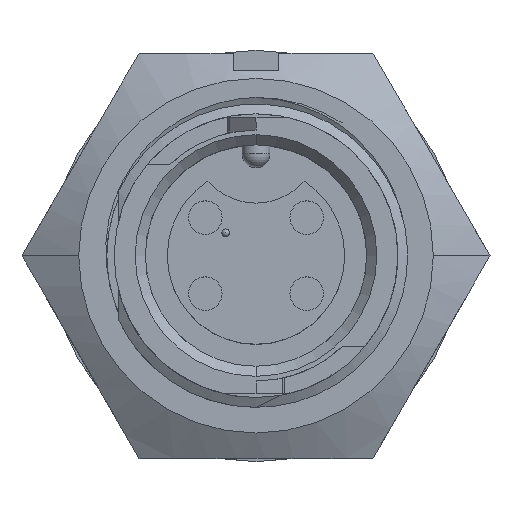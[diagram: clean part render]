
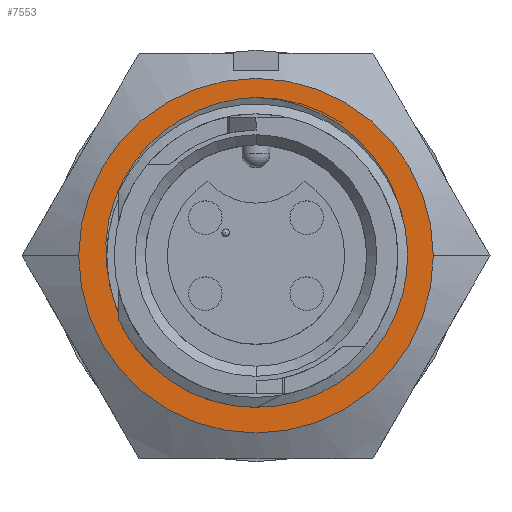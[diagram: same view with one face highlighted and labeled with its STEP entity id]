
A CAD part, top view. The second image highlights one B-rep face of the part: STEP entity #7553.
In plain terms, the highlighted planar face has unit normal (0, 0, 1).
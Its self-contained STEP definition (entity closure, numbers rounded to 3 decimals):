
#208 = ORIENTED_EDGE ( 'NONE', *, *, #1743, .F. ) ;
#373 = AXIS2_PLACEMENT_3D ( 'NONE', #9461, #2623, #1712 ) ;
#411 = AXIS2_PLACEMENT_3D ( 'NONE', #7941, #7864, #2250 ) ;
#476 = CARTESIAN_POINT ( 'NONE',  ( 2.774, 7.36, -6.216 ) ) ;
#482 = CARTESIAN_POINT ( 'NONE',  ( -2.248, 7.557, -6.216 ) ) ;
#553 = CARTESIAN_POINT ( 'NONE',  ( 1.136, 7.824, -6.216 ) ) ;
#626 = CARTESIAN_POINT ( 'NONE',  ( 0.286, 7.929, -6.216 ) ) ;
#1688 = CARTESIAN_POINT ( 'NONE',  ( -7.45, -0.91, -6.216 ) ) ;
#1712 = DIRECTION ( 'NONE',  ( -1., 0., 0. ) ) ;
#1743 = EDGE_CURVE ( 'NONE', #4579, #3788, #4481, .T. ) ;
#1836 = CARTESIAN_POINT ( 'NONE',  ( -7.334, -1.47, -6.216 ) ) ;
#2201 = EDGE_CURVE ( 'NONE', #6344, #2734, #13274, .T. ) ;
#2250 = DIRECTION ( 'NONE',  ( -1., 0., 0. ) ) ;
#2623 = DIRECTION ( 'NONE',  ( 0., 0., -1. ) ) ;
#2734 = VERTEX_POINT ( 'NONE', #6592 ) ;
#2815 = CARTESIAN_POINT ( 'NONE',  ( 7.047, 2.994, -6.216 ) ) ;
#2958 = CARTESIAN_POINT ( 'NONE',  ( 4.269, 6.536, -6.216 ) ) ;
#3041 = CARTESIAN_POINT ( 'NONE',  ( -6.251, 4.521, -6.216 ) ) ;
#3360 = DIRECTION ( 'NONE',  ( 0., 0., -1. ) ) ;
#3665 = FACE_BOUND ( 'NONE', #7876, .T. ) ;
#3717 = ORIENTED_EDGE ( 'NONE', *, *, #12826, .T. ) ;
#3788 = VERTEX_POINT ( 'NONE', #13717 ) ;
#3927 = CARTESIAN_POINT ( 'NONE',  ( -1.142, 7.839, -6.216 ) ) ;
#4481 = CIRCLE ( 'NONE', #411, 8.89 ) ;
#4579 = VERTEX_POINT ( 'NONE', #11243 ) ;
#4691 = ORIENTED_EDGE ( 'NONE', *, *, #14443, .F. ) ;
#4706 = CARTESIAN_POINT ( 'NONE',  ( 0., 0., -6.216 ) ) ;
#4848 = VERTEX_POINT ( 'NONE', #5027 ) ;
#5027 = CARTESIAN_POINT ( 'NONE',  ( -7.334, -1.47, -6.216 ) ) ;
#5047 = CARTESIAN_POINT ( 'NONE',  ( 0., 7.938, -6.216 ) ) ;
#5344 = CARTESIAN_POINT ( 'NONE',  ( 7.334, -1.47, -6.216 ) ) ;
#5602 = DIRECTION ( 'NONE',  ( 1., 0., 0. ) ) ;
#6031 = AXIS2_PLACEMENT_3D ( 'NONE', #8692, #7854, #5602 ) ;
#6185 = CARTESIAN_POINT ( 'NONE',  ( -7.517, -0.343, -6.216 ) ) ;
#6251 = CIRCLE ( 'NONE', #6731, 8.89 ) ;
#6301 = CARTESIAN_POINT ( 'NONE',  ( 0., 7.938, -6.216 ) ) ;
#6337 = CARTESIAN_POINT ( 'NONE',  ( -7.225, 2.475, -6.216 ) ) ;
#6344 = VERTEX_POINT ( 'NONE', #6301 ) ;
#6406 = CARTESIAN_POINT ( 'NONE',  ( 7.466, -0.913, -6.216 ) ) ;
#6412 = CARTESIAN_POINT ( 'NONE',  ( -7.534, -0.057, -6.216 ) ) ;
#6482 = CARTESIAN_POINT ( 'NONE',  ( 6.255, 4.516, -6.216 ) ) ;
#6485 = CARTESIAN_POINT ( 'NONE',  ( -2.787, 7.354, -6.216 ) ) ;
#6592 = CARTESIAN_POINT ( 'NONE',  ( 7.334, -1.47, -6.216 ) ) ;
#6731 = AXIS2_PLACEMENT_3D ( 'NONE', #4706, #3360, #9294 ) ;
#7529 = CARTESIAN_POINT ( 'NONE',  ( 7.475, 1.355, -6.216 ) ) ;
#7553 = ADVANCED_FACE ( 'NONE', ( #3665, #12875 ), #13097, .F. ) ;
#7613 = CARTESIAN_POINT ( 'NONE',  ( -5.552, 5.41, -6.216 ) ) ;
#7854 = DIRECTION ( 'NONE',  ( 0., 0., 1. ) ) ;
#7864 = DIRECTION ( 'NONE',  ( 0., 0., -1. ) ) ;
#7876 = EDGE_LOOP ( 'NONE', ( #3717, #14675, #4691 ) ) ;
#7941 = CARTESIAN_POINT ( 'NONE',  ( 0., 0., -6.216 ) ) ;
#8692 = CARTESIAN_POINT ( 'NONE',  ( 0., 0., -6.216 ) ) ;
#8741 = CARTESIAN_POINT ( 'NONE',  ( -7.475, 1.358, -6.216 ) ) ;
#8811 = CARTESIAN_POINT ( 'NONE',  ( 1.417, 7.769, -6.216 ) ) ;
#8817 = CARTESIAN_POINT ( 'NONE',  ( -7.536, 0.794, -6.216 ) ) ;
#9190 = B_SPLINE_CURVE_WITH_KNOTS ( 'NONE', 3,
 ( #1836, #13378, #1688, #6185, #6412, #8817, #8741, #6337, #12163, #9882, #3041, #7613, #12238, #14344, #10797, #6485, #482, #3927, #14571, #13444 ),
 .UNSPECIFIED., .F., .F.,
 ( 4, 2, 2, 2, 2, 2, 2, 2, 2, 4 ),
 ( 0., 0.001, 0.002, 0.003, 0.005, 0.007, 0.009, 0.01, 0.012, 0.014 ),
 .UNSPECIFIED. ) ;
#9294 = DIRECTION ( 'NONE',  ( -1., 0., 0. ) ) ;
#9461 = CARTESIAN_POINT ( 'NONE',  ( -5.866, -10.16, -6.216 ) ) ;
#9718 = CARTESIAN_POINT ( 'NONE',  ( 5.55, 5.413, -6.216 ) ) ;
#9794 = CARTESIAN_POINT ( 'NONE',  ( 2.242, 7.558, -6.216 ) ) ;
#9882 = CARTESIAN_POINT ( 'NONE',  ( -6.555, 4.03, -6.216 ) ) ;
#10797 = CARTESIAN_POINT ( 'NONE',  ( -3.795, 6.844, -6.216 ) ) ;
#10842 = EDGE_LOOP ( 'NONE', ( #208, #12527 ) ) ;
#10871 = CARTESIAN_POINT ( 'NONE',  ( 0.57, 7.904, -6.216 ) ) ;
#11243 = CARTESIAN_POINT ( 'NONE',  ( -8.89, 0., -6.216 ) ) ;
#12159 = CARTESIAN_POINT ( 'NONE',  ( 7.537, 0.781, -6.216 ) ) ;
#12163 = CARTESIAN_POINT ( 'NONE',  ( -7.04, 3.009, -6.216 ) ) ;
#12233 = CARTESIAN_POINT ( 'NONE',  ( 5.145, 5.822, -6.216 ) ) ;
#12238 = CARTESIAN_POINT ( 'NONE',  ( -5.156, 5.813, -6.216 ) ) ;
#12307 = CARTESIAN_POINT ( 'NONE',  ( 7.23, 2.457, -6.216 ) ) ;
#12527 = ORIENTED_EDGE ( 'NONE', *, *, #14568, .F. ) ;
#12826 = EDGE_CURVE ( 'NONE', #4848, #6344, #9190, .T. ) ;
#12875 = FACE_OUTER_BOUND ( 'NONE', #10842, .T. ) ;
#13097 = PLANE ( 'NONE',  #373 ) ;
#13274 = B_SPLINE_CURVE_WITH_KNOTS ( 'NONE', 3,
 ( #5047, #626, #10871, #553, #8811, #9794, #476, #13299, #2958, #12233, #9718, #6482, #14494, #2815, #12307, #7529, #12159, #14264, #6406, #5344 ),
 .UNSPECIFIED., .F., .F.,
 ( 4, 2, 2, 2, 2, 2, 2, 2, 2, 4 ),
 ( 0., 0.001, 0.002, 0.003, 0.005, 0.007, 0.009, 0.01, 0.012, 0.014 ),
 .UNSPECIFIED. ) ;
#13299 = CARTESIAN_POINT ( 'NONE',  ( 3.795, 6.845, -6.216 ) ) ;
#13378 = CARTESIAN_POINT ( 'NONE',  ( -7.4, -1.192, -6.216 ) ) ;
#13444 = CARTESIAN_POINT ( 'NONE',  ( 0., 7.938, -6.216 ) ) ;
#13717 = CARTESIAN_POINT ( 'NONE',  ( 8.89, 0., -6.216 ) ) ;
#14264 = CARTESIAN_POINT ( 'NONE',  ( 7.532, -0.351, -6.216 ) ) ;
#14344 = CARTESIAN_POINT ( 'NONE',  ( -4.27, 6.536, -6.216 ) ) ;
#14443 = EDGE_CURVE ( 'NONE', #4848, #2734, #14488, .T. ) ;
#14488 = CIRCLE ( 'NONE', #6031, 7.48 ) ;
#14494 = CARTESIAN_POINT ( 'NONE',  ( 6.557, 4.028, -6.216 ) ) ;
#14568 = EDGE_CURVE ( 'NONE', #3788, #4579, #6251, .T. ) ;
#14571 = CARTESIAN_POINT ( 'NONE',  ( -0.572, 7.92, -6.216 ) ) ;
#14675 = ORIENTED_EDGE ( 'NONE', *, *, #2201, .T. ) ;
